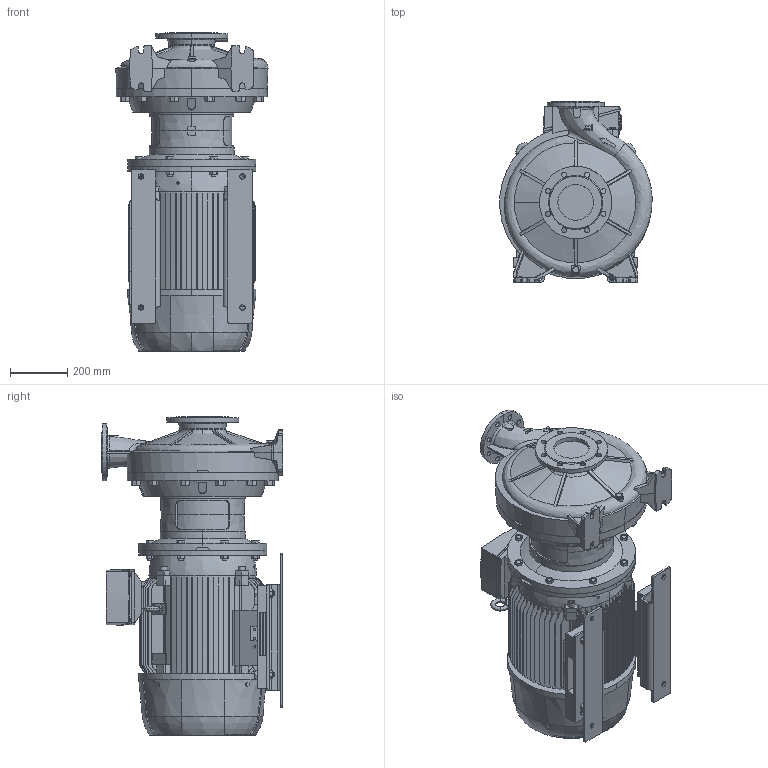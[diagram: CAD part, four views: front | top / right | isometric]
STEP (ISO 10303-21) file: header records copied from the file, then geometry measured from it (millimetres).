
FILE_DESCRIPTION (( 'STEP AP203' ), '1' );
FILE_NAME ('4.93.494.27swa00.step', '2023-07-20T06:41:28', ( '' ), ( '' ), 'SwSTEP 2.0', 'SolidWorks 2020', '' );
FILE_SCHEMA (( 'CONFIG_CONTROL_DESIGN' ));
Length unit declared in the file: millimetre
Products named in the file (11): 10008823swn00; Copia di NM_78_103X55X540_SX^4.93.494.27swa00; 10000007swn00_M16 A2-70; 10000018swn00_M16x60 A2; Copia di 1_66_216_SEMPLIFICATO100-400^4.93.494.27swa00; Copia di NM_78_103X55X540_DX^4.93.494.27swa00; nm.11swp01_17x22x1,5 RAME; Copia di 1_66_262_REV00_SEMPLIFICATO^4.93.494.27swa00; 90.025swp01_G38x9 OTTONE; 10000008swn00_M20 A2-70; 4.93.494.27swa00
Assembly tree (45 placements, depth 2):
  4.93.494.27swa00
    10008823swn00
    Copia di 1_66_216_SEMPLIFICATO100-400^4.93.494.27swa00
    Copia di 1_66_262_REV00_SEMPLIFICATO^4.93.494.27swa00
    Copia di NM_78_103X55X540_DX^4.93.494.27swa00
    Copia di NM_78_103X55X540_SX^4.93.494.27swa00
    10000018swn00_M16x60 A2  x12
    10000007swn00_M16 A2-70  x12
    10000008swn00_M20 A2-70  x12
    90.025swp01_G38x9 OTTONE  x2
    nm.11swp01_17x22x1,5 RAME  x2
Bounding box: 533.95 x 635 x 1117.8 mm (x, y, z)
Volume: 147513082.2 mm3; surface area: 5409595.4 mm2
Topology: 45 solids, 45 shells, 2579 faces, 6536 edges, 4147 vertices
Faces by surface type: plane 1205, cone 625, cylinder 520, bspline 222, torus 7
Entity records: 104229 total; most frequent: CARTESIAN_POINT 61157, ORIENTED_EDGE 9340, DIRECTION 7323, EDGE_CURVE 4670, VERTEX_POINT 3075, VECTOR 2477, LINE 2477, AXIS2_PLACEMENT_3D 2423
